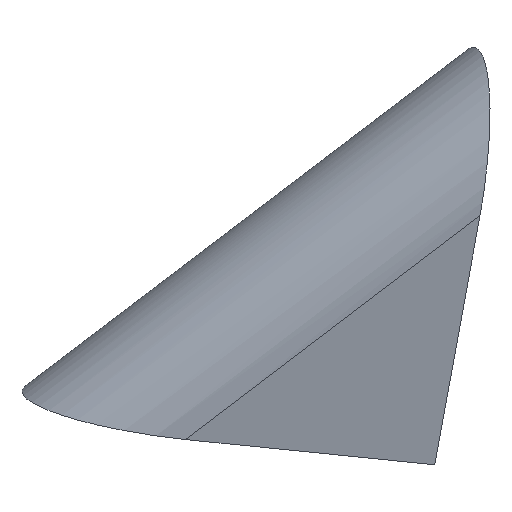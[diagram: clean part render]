
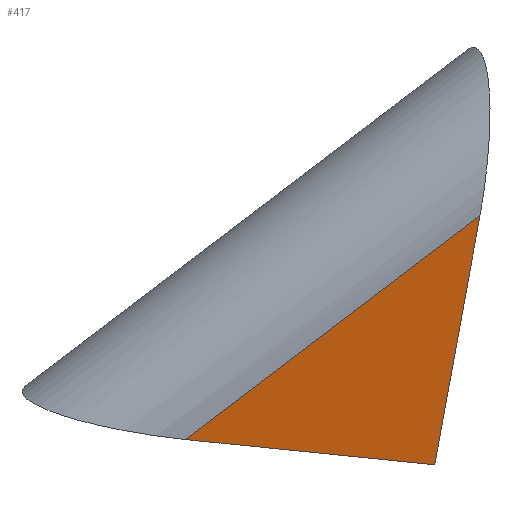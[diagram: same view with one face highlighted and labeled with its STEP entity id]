
A CAD part, front view. The second image highlights one B-rep face of the part: STEP entity #417.
In plain terms, the highlighted planar face has unit normal (0.252, -0.923, -0.29).
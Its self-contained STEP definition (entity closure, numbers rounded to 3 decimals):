
#22 = VERTEX_POINT('',#23);
#23 = CARTESIAN_POINT('',(-3.847,-3.015,
    -2.362));
#38 = PLANE('',#39);
#39 = AXIS2_PLACEMENT_3D('',#40,#41,#42);
#40 = CARTESIAN_POINT('',(-3.082,-0.282,
    -1.778));
#41 = DIRECTION('',(-0.173,0.252,-0.952));
#42 = DIRECTION('',(-0.952,-0.29,0.096)
  );
#56 = CYLINDRICAL_SURFACE('',#57,2.5);
#57 = AXIS2_PLACEMENT_3D('',#58,#59,#60);
#58 = CARTESIAN_POINT('',(-6.69,-0.782,
    -3.321));
#59 = DIRECTION('',(0.796,0.027,0.605));
#60 = DIRECTION('',(0.252,-0.923,-0.29));
#112 = EDGE_CURVE('',#113,#22,#115,.T.);
#113 = VERTEX_POINT('',#114);
#114 = CARTESIAN_POINT('',(2.309,-1.141,-2.984
    ));
#115 = SURFACE_CURVE('',#116,(#120,#127),.PCURVE_S1.);
#116 = LINE('',#117,#118);
#117 = CARTESIAN_POINT('',(2.309,-1.141,-2.984
    ));
#118 = VECTOR('',#119,1.);
#119 = DIRECTION('',(-0.952,-0.29,0.096)
  );
#120 = PCURVE('',#38,#121);
#121 = DEFINITIONAL_REPRESENTATION('',(#122),#126);
#122 = LINE('',#123,#124);
#123 = CARTESIAN_POINT('',(-5.,-2.5));
#124 = VECTOR('',#125,1.);
#125 = DIRECTION('',(1.,0.));
#126 = ( GEOMETRIC_REPRESENTATION_CONTEXT(2) 
PARAMETRIC_REPRESENTATION_CONTEXT() REPRESENTATION_CONTEXT('2D SPACE',''
  ) );
#127 = PCURVE('',#128,#133);
#128 = PLANE('',#129);
#129 = AXIS2_PLACEMENT_3D('',#130,#131,#132);
#130 = CARTESIAN_POINT('',(-0.21,-2.892,
    0.405));
#131 = DIRECTION('',(-0.252,0.923,0.29));
#132 = DIRECTION('',(-0.952,-0.29,0.096)
  );
#133 = DEFINITIONAL_REPRESENTATION('',(#134),#138);
#134 = LINE('',#135,#136);
#135 = CARTESIAN_POINT('',(-3.232,-3.232));
#136 = VECTOR('',#137,1.);
#137 = DIRECTION('',(1.,0.));
#138 = ( GEOMETRIC_REPRESENTATION_CONTEXT(2) 
PARAMETRIC_REPRESENTATION_CONTEXT() REPRESENTATION_CONTEXT('2D SPACE',''
  ) );
#156 = PLANE('',#157);
#157 = AXIS2_PLACEMENT_3D('',#158,#159,#160);
#158 = CARTESIAN_POINT('',(2.544,-0.092,
    2.502));
#159 = DIRECTION('',(-0.952,-0.29,0.096)
  );
#160 = DIRECTION('',(0.252,-0.923,-0.29));
#197 = EDGE_CURVE('',#22,#198,#200,.T.);
#198 = VERTEX_POINT('',#199);
#199 = CARTESIAN_POINT('',(3.427,-2.769,3.171
    ));
#200 = SURFACE_CURVE('',#201,(#205,#234),.PCURVE_S1.);
#201 = LINE('',#202,#203);
#202 = CARTESIAN_POINT('',(-3.847,-3.015,
    -2.362));
#203 = VECTOR('',#204,1.);
#204 = DIRECTION('',(0.796,0.027,0.605));
#205 = PCURVE('',#56,#206);
#206 = DEFINITIONAL_REPRESENTATION('',(#207),#233);
#207 = B_SPLINE_CURVE_WITH_KNOTS('',3,(#208,#209,#210,#211,#212,#213,
    #214,#215,#216,#217,#218,#219,#220,#221,#222,#223,#224,#225,#226,
    #227,#228,#229,#230,#231,#232),.UNSPECIFIED.,.F.,.F.,(4,1,1,1,1,1,1,
    1,1,1,1,1,1,1,1,1,1,1,1,1,1,1,4),(0.,0.416
    ,0.831,1.247,1.662,2.078,
    2.493,2.909,3.324,3.74,
    4.156,4.571,4.987,5.402,
    5.818,6.233,6.649,7.064,
    7.48,7.895,8.311,8.727,
    9.142),.UNSPECIFIED.);
#208 = CARTESIAN_POINT('',(6.283,2.783));
#209 = CARTESIAN_POINT('',(6.283,2.921));
#210 = CARTESIAN_POINT('',(6.283,3.198));
#211 = CARTESIAN_POINT('',(6.283,3.614));
#212 = CARTESIAN_POINT('',(6.283,4.03));
#213 = CARTESIAN_POINT('',(6.283,4.445));
#214 = CARTESIAN_POINT('',(6.283,4.861));
#215 = CARTESIAN_POINT('',(6.283,5.276));
#216 = CARTESIAN_POINT('',(6.283,5.692));
#217 = CARTESIAN_POINT('',(6.283,6.107));
#218 = CARTESIAN_POINT('',(6.283,6.523));
#219 = CARTESIAN_POINT('',(6.283,6.938));
#220 = CARTESIAN_POINT('',(6.283,7.354));
#221 = CARTESIAN_POINT('',(6.283,7.77));
#222 = CARTESIAN_POINT('',(6.283,8.185));
#223 = CARTESIAN_POINT('',(6.283,8.601));
#224 = CARTESIAN_POINT('',(6.283,9.016));
#225 = CARTESIAN_POINT('',(6.283,9.432));
#226 = CARTESIAN_POINT('',(6.283,9.847));
#227 = CARTESIAN_POINT('',(6.283,10.263));
#228 = CARTESIAN_POINT('',(6.283,10.678));
#229 = CARTESIAN_POINT('',(6.283,11.094));
#230 = CARTESIAN_POINT('',(6.283,11.509));
#231 = CARTESIAN_POINT('',(6.283,11.787));
#232 = CARTESIAN_POINT('',(6.283,11.925));
#233 = ( GEOMETRIC_REPRESENTATION_CONTEXT(2) 
PARAMETRIC_REPRESENTATION_CONTEXT() REPRESENTATION_CONTEXT('2D SPACE',''
  ) );
#234 = PCURVE('',#128,#235);
#235 = DEFINITIONAL_REPRESENTATION('',(#236),#240);
#236 = LINE('',#237,#238);
#237 = CARTESIAN_POINT('',(3.232,-3.232));
#238 = VECTOR('',#239,1.);
#239 = DIRECTION('',(-0.707,0.707));
#240 = ( GEOMETRIC_REPRESENTATION_CONTEXT(2) 
PARAMETRIC_REPRESENTATION_CONTEXT() REPRESENTATION_CONTEXT('2D SPACE',''
  ) );
#397 = EDGE_CURVE('',#198,#113,#398,.T.);
#398 = SURFACE_CURVE('',#399,(#403,#410),.PCURVE_S1.);
#399 = LINE('',#400,#401);
#400 = CARTESIAN_POINT('',(3.427,-2.769,3.171
    ));
#401 = VECTOR('',#402,1.);
#402 = DIRECTION('',(-0.173,0.252,-0.952));
#403 = PCURVE('',#156,#404);
#404 = DEFINITIONAL_REPRESENTATION('',(#405),#409);
#405 = LINE('',#406,#407);
#406 = CARTESIAN_POINT('',(2.5,1.464));
#407 = VECTOR('',#408,1.);
#408 = DIRECTION('',(0.,-1.));
#409 = ( GEOMETRIC_REPRESENTATION_CONTEXT(2) 
PARAMETRIC_REPRESENTATION_CONTEXT() REPRESENTATION_CONTEXT('2D SPACE',''
  ) );
#410 = PCURVE('',#128,#411);
#411 = DEFINITIONAL_REPRESENTATION('',(#412),#416);
#412 = LINE('',#413,#414);
#413 = CARTESIAN_POINT('',(-3.232,3.232));
#414 = VECTOR('',#415,1.);
#415 = DIRECTION('',(0.,-1.));
#416 = ( GEOMETRIC_REPRESENTATION_CONTEXT(2) 
PARAMETRIC_REPRESENTATION_CONTEXT() REPRESENTATION_CONTEXT('2D SPACE',''
  ) );
#417 = ADVANCED_FACE('',(#418),#128,.F.);
#418 = FACE_BOUND('',#419,.F.);
#419 = EDGE_LOOP('',(#420,#421,#422));
#420 = ORIENTED_EDGE('',*,*,#397,.T.);
#421 = ORIENTED_EDGE('',*,*,#112,.T.);
#422 = ORIENTED_EDGE('',*,*,#197,.T.);
